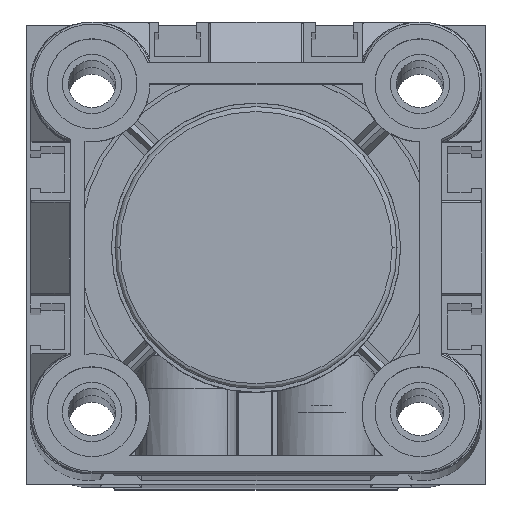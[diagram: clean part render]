
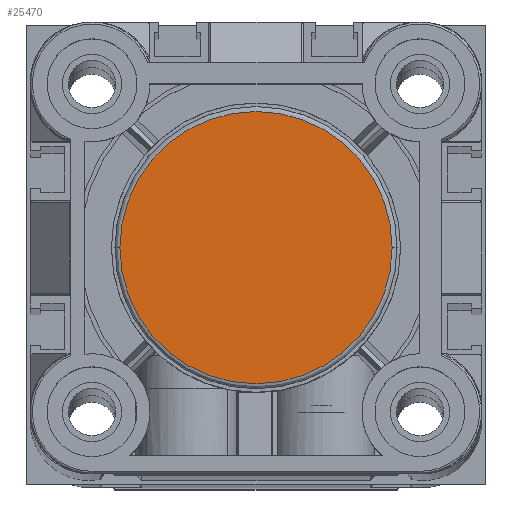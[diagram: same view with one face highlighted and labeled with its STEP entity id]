
A CAD part, top view. The second image highlights one B-rep face of the part: STEP entity #25470.
In plain terms, the highlighted face is planar.
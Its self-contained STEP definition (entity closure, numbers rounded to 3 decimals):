
#901 = DIRECTION ( 'NONE',  ( 1., 0., 0. ) ) ;
#1394 = DIRECTION ( 'NONE',  ( 1., 0., 0. ) ) ;
#1560 = DIRECTION ( 'NONE',  ( 1., 0., 0. ) ) ;
#1705 = FACE_OUTER_BOUND ( 'NONE', #24051, .T. ) ;
#5144 = AXIS2_PLACEMENT_3D ( 'NONE', #12987, #15400, #901 ) ;
#7165 = ORIENTED_EDGE ( 'NONE', *, *, #10893, .T. ) ;
#7168 = VERTEX_POINT ( 'NONE', #17903 ) ;
#8410 = VERTEX_POINT ( 'NONE', #8552 ) ;
#8552 = CARTESIAN_POINT ( 'NONE',  ( 45.55, 26.25, -4. ) ) ;
#10893 = EDGE_CURVE ( 'NONE', #8410, #7168, #30015, .T. ) ;
#12769 = CIRCLE ( 'NONE', #23707, 19.3 ) ;
#12987 = CARTESIAN_POINT ( 'NONE',  ( 0., 0., -4. ) ) ;
#15400 = DIRECTION ( 'NONE',  ( 0., 0., 1. ) ) ;
#15920 = DIRECTION ( 'NONE',  ( 0., 0., -1. ) ) ;
#16094 = DIRECTION ( 'NONE',  ( 0., 0., -1. ) ) ;
#16246 = ORIENTED_EDGE ( 'NONE', *, *, #24626, .T. ) ;
#17903 = CARTESIAN_POINT ( 'NONE',  ( 6.95, 26.25, -4. ) ) ;
#20839 = AXIS2_PLACEMENT_3D ( 'NONE', #30482, #16094, #1560 ) ;
#23707 = AXIS2_PLACEMENT_3D ( 'NONE', #30316, #15920, #1394 ) ;
#24051 = EDGE_LOOP ( 'NONE', ( #7165, #16246 ) ) ;
#24626 = EDGE_CURVE ( 'NONE', #7168, #8410, #12769, .T. ) ;
#25470 = ADVANCED_FACE ( 'NONE', ( #1705 ), #27367, .F. ) ;
#27367 = PLANE ( 'NONE',  #5144 ) ;
#30015 = CIRCLE ( 'NONE', #20839, 19.3 ) ;
#30316 = CARTESIAN_POINT ( 'NONE',  ( 26.25, 26.25, -4. ) ) ;
#30482 = CARTESIAN_POINT ( 'NONE',  ( 26.25, 26.25, -4. ) ) ;
